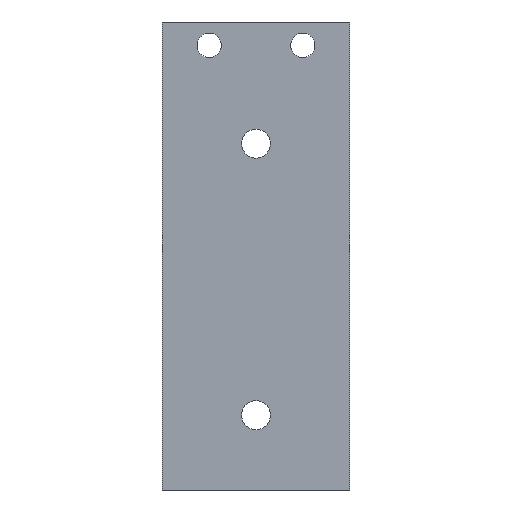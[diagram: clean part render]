
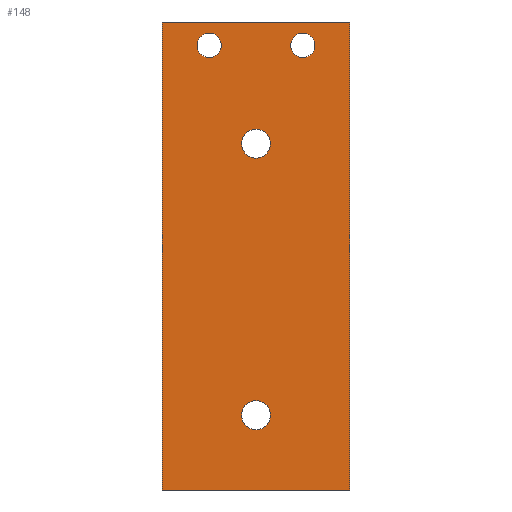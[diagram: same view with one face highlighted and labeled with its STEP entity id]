
A CAD part, front view. The second image highlights one B-rep face of the part: STEP entity #148.
In plain terms, the highlighted planar face has unit normal (0, -1, 0).
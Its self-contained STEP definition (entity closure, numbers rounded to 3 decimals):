
#5 = AXIS2_PLACEMENT_3D ( 'NONE', #420, #75, #306 ) ;
#6 = FACE_OUTER_BOUND ( 'NONE', #338, .T. ) ;
#7 = VECTOR ( 'NONE', #131, 1000. ) ;
#17 = EDGE_CURVE ( 'NONE', #52, #85, #257, .T. ) ;
#30 = DIRECTION ( 'NONE',  ( 0., 0., -1. ) ) ;
#34 = VERTEX_POINT ( 'NONE', #476 ) ;
#52 = VERTEX_POINT ( 'NONE', #247 ) ;
#54 = EDGE_CURVE ( 'NONE', #456, #52, #132, .T. ) ;
#67 = DIRECTION ( 'NONE',  ( 0., 1., 0. ) ) ;
#74 = CARTESIAN_POINT ( 'NONE',  ( -10., 0., 47.6 ) ) ;
#75 = DIRECTION ( 'NONE',  ( 0., -1., 0. ) ) ;
#76 = CARTESIAN_POINT ( 'NONE',  ( -10., 0., 45. ) ) ;
#77 = CIRCLE ( 'NONE', #174, 3.1 ) ;
#81 = DIRECTION ( 'NONE',  ( 0., -1., 0. ) ) ;
#83 = DIRECTION ( 'NONE',  ( 1., 0., 0. ) ) ;
#85 = VERTEX_POINT ( 'NONE', #209 ) ;
#88 = DIRECTION ( 'NONE',  ( 0., 0., 1. ) ) ;
#92 = ORIENTED_EDGE ( 'NONE', *, *, #414, .F. ) ;
#101 = CARTESIAN_POINT ( 'NONE',  ( 10., 0., 45. ) ) ;
#114 = CARTESIAN_POINT ( 'NONE',  ( 0., 0., -34. ) ) ;
#116 = EDGE_CURVE ( 'NONE', #136, #264, #374, .T. ) ;
#117 = DIRECTION ( 'NONE',  ( 0., 0., -1. ) ) ;
#121 = CARTESIAN_POINT ( 'NONE',  ( 20., 0., 50. ) ) ;
#131 = DIRECTION ( 'NONE',  ( 0., 0., -1. ) ) ;
#132 = LINE ( 'NONE', #475, #7 ) ;
#134 = DIRECTION ( 'NONE',  ( -1., 0., 0. ) ) ;
#136 = VERTEX_POINT ( 'NONE', #331 ) ;
#137 = AXIS2_PLACEMENT_3D ( 'NONE', #390, #429, #428 ) ;
#138 = CARTESIAN_POINT ( 'NONE',  ( 0., 0., 20.9 ) ) ;
#142 = DIRECTION ( 'NONE',  ( 0., -1., 0. ) ) ;
#145 = DIRECTION ( 'NONE',  ( 0., -1., 0. ) ) ;
#148 = ADVANCED_FACE ( 'NONE', ( #491, #455, #203, #271, #6 ), #367, .F. ) ;
#150 = ORIENTED_EDGE ( 'NONE', *, *, #290, .F. ) ;
#152 = CARTESIAN_POINT ( 'NONE',  ( -20., 0., 50. ) ) ;
#154 = VECTOR ( 'NONE', #83, 1000. ) ;
#161 = VERTEX_POINT ( 'NONE', #138 ) ;
#174 = AXIS2_PLACEMENT_3D ( 'NONE', #114, #145, #336 ) ;
#177 = CARTESIAN_POINT ( 'NONE',  ( -10., 0., 45. ) ) ;
#180 = EDGE_LOOP ( 'NONE', ( #150, #204 ) ) ;
#183 = DIRECTION ( 'NONE',  ( 0., -1., 0. ) ) ;
#186 = EDGE_LOOP ( 'NONE', ( #412, #214 ) ) ;
#189 = EDGE_CURVE ( 'NONE', #474, #34, #285, .T. ) ;
#198 = CARTESIAN_POINT ( 'NONE',  ( 20., 0., 50. ) ) ;
#203 = FACE_BOUND ( 'NONE', #186, .T. ) ;
#204 = ORIENTED_EDGE ( 'NONE', *, *, #189, .F. ) ;
#208 = ORIENTED_EDGE ( 'NONE', *, *, #326, .F. ) ;
#209 = CARTESIAN_POINT ( 'NONE',  ( -20., 0., -50. ) ) ;
#213 = DIRECTION ( 'NONE',  ( 0., 0., -1. ) ) ;
#214 = ORIENTED_EDGE ( 'NONE', *, *, #235, .F. ) ;
#215 = AXIS2_PLACEMENT_3D ( 'NONE', #486, #67, #289 ) ;
#216 = DIRECTION ( 'NONE',  ( 0., -1., 0. ) ) ;
#218 = AXIS2_PLACEMENT_3D ( 'NONE', #177, #216, #213 ) ;
#222 = CARTESIAN_POINT ( 'NONE',  ( 10., 0., 45. ) ) ;
#226 = AXIS2_PLACEMENT_3D ( 'NONE', #222, #142, #492 ) ;
#235 = EDGE_CURVE ( 'NONE', #264, #136, #313, .T. ) ;
#242 = AXIS2_PLACEMENT_3D ( 'NONE', #101, #369, #407 ) ;
#246 = VECTOR ( 'NONE', #134, 1000. ) ;
#247 = CARTESIAN_POINT ( 'NONE',  ( 20., 0., -50. ) ) ;
#249 = AXIS2_PLACEMENT_3D ( 'NONE', #262, #81, #117 ) ;
#250 = ORIENTED_EDGE ( 'NONE', *, *, #440, .F. ) ;
#257 = LINE ( 'NONE', #286, #246 ) ;
#261 = EDGE_CURVE ( 'NONE', #393, #494, #416, .T. ) ;
#262 = CARTESIAN_POINT ( 'NONE',  ( 0., 0., 24. ) ) ;
#264 = VERTEX_POINT ( 'NONE', #74 ) ;
#271 = FACE_BOUND ( 'NONE', #180, .T. ) ;
#275 = CARTESIAN_POINT ( 'NONE',  ( -20., 0., 50. ) ) ;
#276 = CIRCLE ( 'NONE', #137, 3.1 ) ;
#282 = ORIENTED_EDGE ( 'NONE', *, *, #54, .F. ) ;
#285 = CIRCLE ( 'NONE', #242, 2.6 ) ;
#286 = CARTESIAN_POINT ( 'NONE',  ( 20., 0., -50. ) ) ;
#289 = DIRECTION ( 'NONE',  ( 0., 0., 1. ) ) ;
#290 = EDGE_CURVE ( 'NONE', #34, #474, #468, .T. ) ;
#292 = EDGE_CURVE ( 'NONE', #494, #393, #77, .T. ) ;
#295 = VERTEX_POINT ( 'NONE', #300 ) ;
#300 = CARTESIAN_POINT ( 'NONE',  ( 0., 0., 27.1 ) ) ;
#306 = DIRECTION ( 'NONE',  ( 0., 0., -1. ) ) ;
#313 = CIRCLE ( 'NONE', #430, 2.6 ) ;
#314 = ORIENTED_EDGE ( 'NONE', *, *, #366, .F. ) ;
#326 = EDGE_CURVE ( 'NONE', #295, #161, #479, .T. ) ;
#330 = LINE ( 'NONE', #275, #409 ) ;
#331 = CARTESIAN_POINT ( 'NONE',  ( -10., 0., 42.4 ) ) ;
#336 = DIRECTION ( 'NONE',  ( 0., 0., -1. ) ) ;
#338 = EDGE_LOOP ( 'NONE', ( #92, #343, #282, #250 ) ) ;
#343 = ORIENTED_EDGE ( 'NONE', *, *, #17, .F. ) ;
#349 = CARTESIAN_POINT ( 'NONE',  ( 0., 0., -37.1 ) ) ;
#358 = EDGE_LOOP ( 'NONE', ( #314, #208 ) ) ;
#366 = EDGE_CURVE ( 'NONE', #161, #295, #276, .T. ) ;
#367 = PLANE ( 'NONE',  #215 ) ;
#369 = DIRECTION ( 'NONE',  ( 0., -1., 0. ) ) ;
#374 = CIRCLE ( 'NONE', #218, 2.6 ) ;
#387 = CARTESIAN_POINT ( 'NONE',  ( 10., 0., 47.6 ) ) ;
#390 = CARTESIAN_POINT ( 'NONE',  ( 0., 0., 24. ) ) ;
#393 = VERTEX_POINT ( 'NONE', #349 ) ;
#396 = LINE ( 'NONE', #121, #154 ) ;
#407 = DIRECTION ( 'NONE',  ( 0., 0., -1. ) ) ;
#409 = VECTOR ( 'NONE', #88, 1000. ) ;
#412 = ORIENTED_EDGE ( 'NONE', *, *, #116, .F. ) ;
#414 = EDGE_CURVE ( 'NONE', #85, #425, #330, .T. ) ;
#416 = CIRCLE ( 'NONE', #5, 3.1 ) ;
#420 = CARTESIAN_POINT ( 'NONE',  ( 0., 0., -34. ) ) ;
#425 = VERTEX_POINT ( 'NONE', #152 ) ;
#428 = DIRECTION ( 'NONE',  ( 0., 0., -1. ) ) ;
#429 = DIRECTION ( 'NONE',  ( 0., -1., 0. ) ) ;
#430 = AXIS2_PLACEMENT_3D ( 'NONE', #76, #183, #30 ) ;
#440 = EDGE_CURVE ( 'NONE', #425, #456, #396, .T. ) ;
#448 = EDGE_LOOP ( 'NONE', ( #469, #470 ) ) ;
#455 = FACE_BOUND ( 'NONE', #448, .T. ) ;
#456 = VERTEX_POINT ( 'NONE', #198 ) ;
#463 = CARTESIAN_POINT ( 'NONE',  ( 0., 0., -30.9 ) ) ;
#468 = CIRCLE ( 'NONE', #226, 2.6 ) ;
#469 = ORIENTED_EDGE ( 'NONE', *, *, #261, .F. ) ;
#470 = ORIENTED_EDGE ( 'NONE', *, *, #292, .F. ) ;
#474 = VERTEX_POINT ( 'NONE', #387 ) ;
#475 = CARTESIAN_POINT ( 'NONE',  ( 20., 0., 50. ) ) ;
#476 = CARTESIAN_POINT ( 'NONE',  ( 10., 0., 42.4 ) ) ;
#479 = CIRCLE ( 'NONE', #249, 3.1 ) ;
#486 = CARTESIAN_POINT ( 'NONE',  ( 0., 0., 0. ) ) ;
#491 = FACE_BOUND ( 'NONE', #358, .T. ) ;
#492 = DIRECTION ( 'NONE',  ( 0., 0., -1. ) ) ;
#494 = VERTEX_POINT ( 'NONE', #463 ) ;
